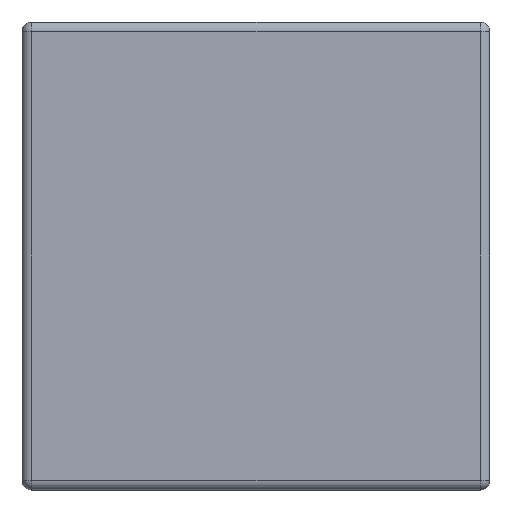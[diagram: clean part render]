
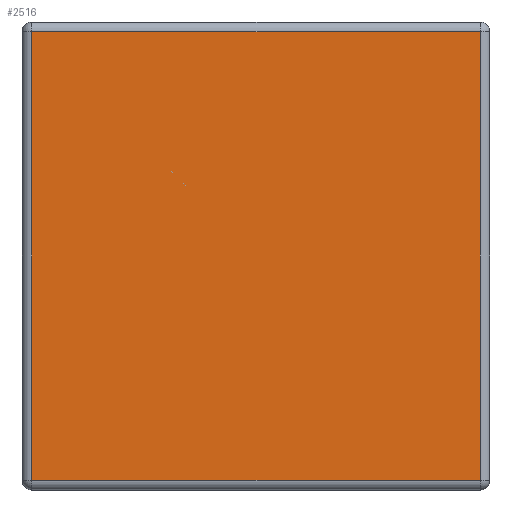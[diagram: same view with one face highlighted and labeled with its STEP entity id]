
A CAD part, left-side view. The second image highlights one B-rep face of the part: STEP entity #2516.
In plain terms, the highlighted planar face has unit normal (-1, 0, 0).
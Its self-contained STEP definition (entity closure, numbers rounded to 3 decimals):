
#398 = CARTESIAN_POINT ( 'NONE',  ( 0., 0.007, -0.007 ) ) ;
#461 = LINE ( 'NONE', #3566, #2722 ) ;
#567 = ORIENTED_EDGE ( 'NONE', *, *, #3838, .T. ) ;
#1079 = VERTEX_POINT ( 'NONE', #1503 ) ;
#1104 = LINE ( 'NONE', #1926, #3129 ) ;
#1128 = ORIENTED_EDGE ( 'NONE', *, *, #3348, .T. ) ;
#1157 = ORIENTED_EDGE ( 'NONE', *, *, #3710, .T. ) ;
#1222 = DIRECTION ( 'NONE',  ( 0., -1., 0. ) ) ;
#1229 = PLANE ( 'NONE',  #3423 ) ;
#1500 = LINE ( 'NONE', #2774, #4205 ) ;
#1503 = CARTESIAN_POINT ( 'NONE',  ( 0., 0.007, -0.323 ) ) ;
#1765 = DIRECTION ( 'NONE',  ( 0., 1., 0. ) ) ;
#1790 = DIRECTION ( 'NONE',  ( 0., 0., 1. ) ) ;
#1909 = DIRECTION ( 'NONE',  ( 0., 0., -1. ) ) ;
#1926 = CARTESIAN_POINT ( 'NONE',  ( 0., 0.323, -0.33 ) ) ;
#1959 = CARTESIAN_POINT ( 'NONE',  ( 0., 0., -0.323 ) ) ;
#1976 = CARTESIAN_POINT ( 'NONE',  ( 0., 0.323, -0.323 ) ) ;
#2266 = LINE ( 'NONE', #1959, #4301 ) ;
#2352 = CARTESIAN_POINT ( 'NONE',  ( 0., 0.323, -0.007 ) ) ;
#2516 = ADVANCED_FACE ( 'NONE', ( #3089 ), #1229, .T. ) ;
#2631 = DIRECTION ( 'NONE',  ( 0., 0., 1. ) ) ;
#2705 = VERTEX_POINT ( 'NONE', #2352 ) ;
#2722 = VECTOR ( 'NONE', #1790, 1000. ) ;
#2774 = CARTESIAN_POINT ( 'NONE',  ( 0., 0.33, -0.007 ) ) ;
#2877 = EDGE_CURVE ( 'NONE', #3156, #2705, #1500, .T. ) ;
#3089 = FACE_OUTER_BOUND ( 'NONE', #4347, .T. ) ;
#3129 = VECTOR ( 'NONE', #1909, 1000. ) ;
#3156 = VERTEX_POINT ( 'NONE', #398 ) ;
#3348 = EDGE_CURVE ( 'NONE', #2705, #4634, #1104, .T. ) ;
#3423 = AXIS2_PLACEMENT_3D ( 'NONE', #3699, #3709, #2631 ) ;
#3566 = CARTESIAN_POINT ( 'NONE',  ( 0., 0.007, 0. ) ) ;
#3699 = CARTESIAN_POINT ( 'NONE',  ( 0., 0., 0. ) ) ;
#3709 = DIRECTION ( 'NONE',  ( -1., 0., 0. ) ) ;
#3710 = EDGE_CURVE ( 'NONE', #1079, #3156, #461, .T. ) ;
#3838 = EDGE_CURVE ( 'NONE', #4634, #1079, #2266, .T. ) ;
#4205 = VECTOR ( 'NONE', #1765, 1000. ) ;
#4301 = VECTOR ( 'NONE', #1222, 1000. ) ;
#4347 = EDGE_LOOP ( 'NONE', ( #567, #1157, #4503, #1128 ) ) ;
#4503 = ORIENTED_EDGE ( 'NONE', *, *, #2877, .T. ) ;
#4634 = VERTEX_POINT ( 'NONE', #1976 ) ;
